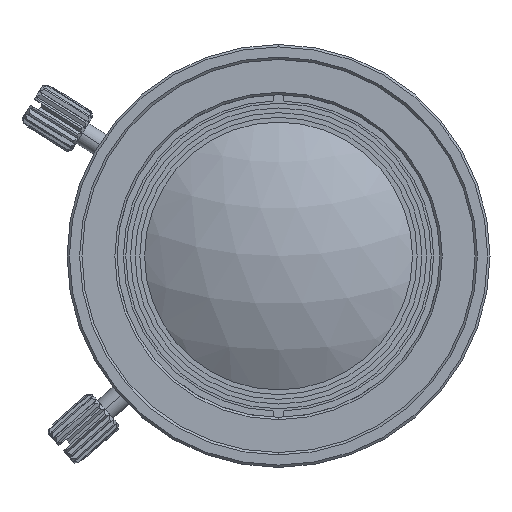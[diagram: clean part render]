
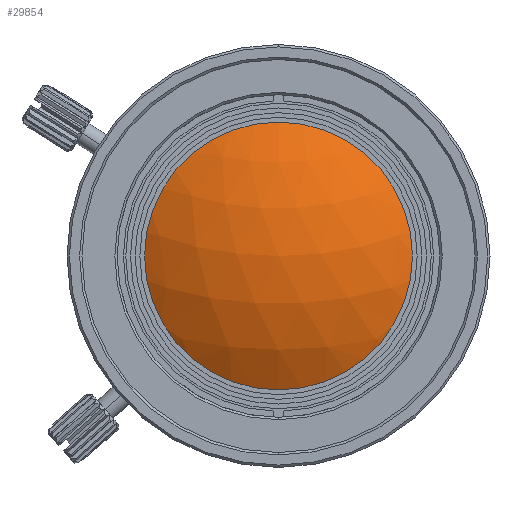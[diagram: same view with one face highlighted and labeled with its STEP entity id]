
A CAD part, left-side view. The second image highlights one B-rep face of the part: STEP entity #29854.
In plain terms, the highlighted spherical face has radius 21.392 mm.
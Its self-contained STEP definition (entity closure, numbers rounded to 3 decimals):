
#620 = DIRECTION ( 'NONE',  ( -1., 0., 0. ) ) ;
#1387 = CARTESIAN_POINT ( 'NONE',  ( -7.837, 0., 0. ) ) ;
#4876 = ORIENTED_EDGE ( 'NONE', *, *, #47191, .T. ) ;
#6159 = CARTESIAN_POINT ( 'NONE',  ( -7.837, -11.608, 0. ) ) ;
#7295 = DIRECTION ( 'NONE',  ( 0., 1., 0. ) ) ;
#10515 = AXIS2_PLACEMENT_3D ( 'NONE', #35776, #61165, #24021 ) ;
#13925 = DIRECTION ( 'NONE',  ( -1., 0., 0. ) ) ;
#14014 = VERTEX_POINT ( 'NONE', #6159 ) ;
#16256 = AXIS2_PLACEMENT_3D ( 'NONE', #41769, #620, #30030 ) ;
#18848 = AXIS2_PLACEMENT_3D ( 'NONE', #1387, #13925, #7295 ) ;
#20077 = CIRCLE ( 'NONE', #16256, 11.608 ) ;
#23137 = CARTESIAN_POINT ( 'NONE',  ( -7.837, 11.608, 0. ) ) ;
#24021 = DIRECTION ( 'NONE',  ( -0.835, 0., -0.55 ) ) ;
#25115 = CIRCLE ( 'NONE', #18848, 11.608 ) ;
#29854 = ADVANCED_FACE ( 'NONE', ( #73317 ), #43885, .T. ) ;
#30030 = DIRECTION ( 'NONE',  ( 0., 1., 0. ) ) ;
#32010 = ORIENTED_EDGE ( 'NONE', *, *, #45946, .T. ) ;
#35126 = EDGE_LOOP ( 'NONE', ( #4876, #32010 ) ) ;
#35776 = CARTESIAN_POINT ( 'NONE',  ( 10.132, 0., 0. ) ) ;
#41769 = CARTESIAN_POINT ( 'NONE',  ( -7.837, 0., 0. ) ) ;
#43885 = SPHERICAL_SURFACE ( 'NONE', #10515, 21.392 ) ;
#45946 = EDGE_CURVE ( 'NONE', #14014, #67435, #25115, .T. ) ;
#47191 = EDGE_CURVE ( 'NONE', #67435, #14014, #20077, .T. ) ;
#61165 = DIRECTION ( 'NONE',  ( -0.55, 0., 0.835 ) ) ;
#67435 = VERTEX_POINT ( 'NONE', #23137 ) ;
#73317 = FACE_OUTER_BOUND ( 'NONE', #35126, .T. ) ;
